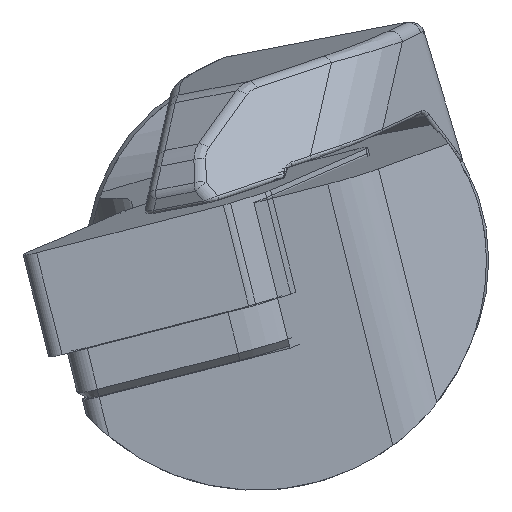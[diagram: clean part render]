
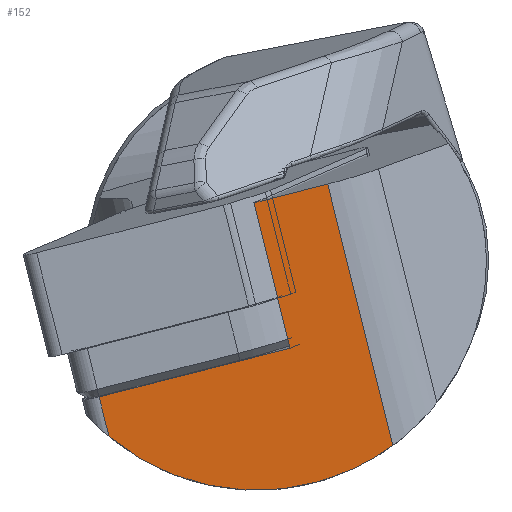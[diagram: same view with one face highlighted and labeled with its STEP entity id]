
A CAD part, left-side view. The second image highlights one B-rep face of the part: STEP entity #152.
In plain terms, the highlighted planar face has unit normal (-0.993, -0.075, -0.089).
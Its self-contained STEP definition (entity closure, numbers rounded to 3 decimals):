
#152=ADVANCED_FACE('',(#325),#283,.F.);
#283=PLANE('',#2198);
#325=FACE_OUTER_BOUND('',#447,.T.);
#447=EDGE_LOOP('',(#773,#774,#775,#776,#777,#778));
#713=ELLIPSE('',#2197,14.347,14.25);
#773=ORIENTED_EDGE('',*,*,#1596,.T.);
#774=ORIENTED_EDGE('',*,*,#1597,.T.);
#775=ORIENTED_EDGE('',*,*,#1598,.T.);
#776=ORIENTED_EDGE('',*,*,#1599,.F.);
#777=ORIENTED_EDGE('',*,*,#1586,.F.);
#778=ORIENTED_EDGE('',*,*,#1600,.T.);
#1393=VERTEX_POINT('',#3104);
#1394=VERTEX_POINT('',#3106);
#1403=VERTEX_POINT('',#3129);
#1404=VERTEX_POINT('',#3130);
#1405=VERTEX_POINT('',#3132);
#1406=VERTEX_POINT('',#3134);
#1586=EDGE_CURVE('',#1393,#1394,#1896,.T.);
#1596=EDGE_CURVE('',#1403,#1404,#1900,.T.);
#1597=EDGE_CURVE('',#1404,#1405,#1901,.T.);
#1598=EDGE_CURVE('',#1405,#1406,#713,.T.);
#1599=EDGE_CURVE('',#1394,#1406,#1902,.T.);
#1600=EDGE_CURVE('',#1393,#1403,#1903,.T.);
#1896=LINE('',#3105,#2043);
#1900=LINE('',#3128,#2047);
#1901=LINE('',#3131,#2048);
#1902=LINE('',#3135,#2049);
#1903=LINE('',#3136,#2050);
#2043=VECTOR('',#2449,1.);
#2047=VECTOR('',#2465,1.);
#2048=VECTOR('',#2466,1.);
#2049=VECTOR('',#2469,1.);
#2050=VECTOR('',#2470,1.);
#2197=AXIS2_PLACEMENT_3D('',#3133,#2467,#2468);
#2198=AXIS2_PLACEMENT_3D('',#3137,#2471,#2472);
#2449=DIRECTION('',(0.051,-0.968,0.247));
#2465=DIRECTION('',(-0.051,0.968,-0.247));
#2466=DIRECTION('',(0.105,-0.241,-0.965));
#2467=DIRECTION('',(-0.993,-0.075,-0.089));
#2468=DIRECTION('',(0.116,-0.639,-0.76));
#2469=DIRECTION('',(0.105,-0.241,-0.965));
#2470=DIRECTION('',(0.105,-0.241,-0.965));
#2471=DIRECTION('',(0.993,0.075,0.089));
#2472=DIRECTION('',(0.089,0.,-0.996));
#3104=CARTESIAN_POINT('',(1.458,2.064,3.571));
#3105=CARTESIAN_POINT('',(0.838,13.909,0.551));
#3106=CARTESIAN_POINT('',(1.698,-2.513,4.738));
#3128=CARTESIAN_POINT('',(1.813,11.664,-8.453));
#3129=CARTESIAN_POINT('',(2.434,-0.181,-5.432));
#3130=CARTESIAN_POINT('',(1.813,11.664,-8.453));
#3131=CARTESIAN_POINT('',(3.942,6.763,-28.109));
#3132=CARTESIAN_POINT('',(2.081,11.048,-10.926));
#3133=CARTESIAN_POINT('',(1.791,1.9,0.));
#3134=CARTESIAN_POINT('',(3.454,-6.554,-11.471));
#3135=CARTESIAN_POINT('',(4.803,-9.658,-23.922));
#3136=CARTESIAN_POINT('',(0.866,3.428,9.043));
#3137=CARTESIAN_POINT('',(3.942,6.763,-28.109));
